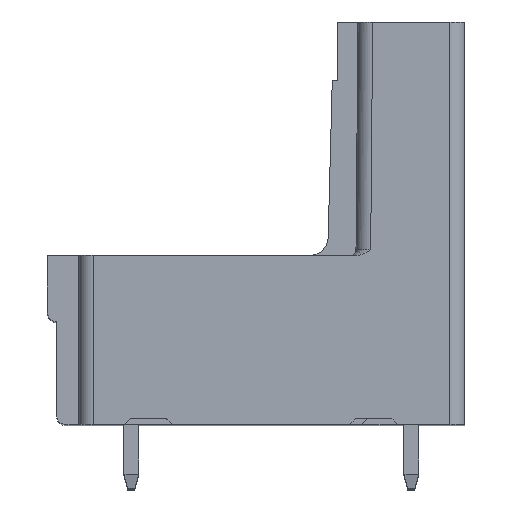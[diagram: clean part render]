
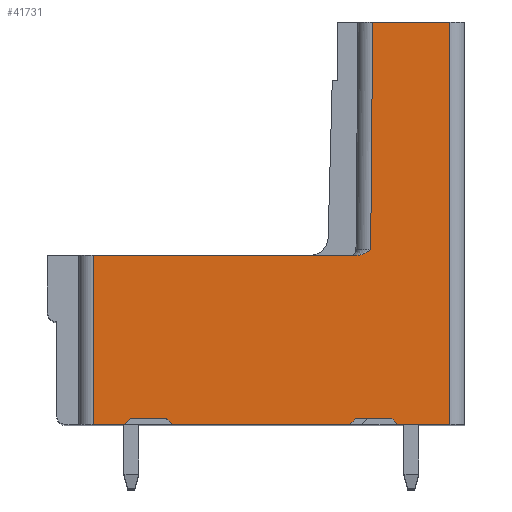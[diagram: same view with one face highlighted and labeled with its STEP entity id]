
A CAD part, top view. The second image highlights one B-rep face of the part: STEP entity #41731.
In plain terms, the highlighted planar face has unit normal (0, 0, 1).
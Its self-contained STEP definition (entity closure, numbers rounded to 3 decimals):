
#607=DIRECTION('',(-1.,0.,0.));
#608=VECTOR('',#607,4.2);
#609=CARTESIAN_POINT('',(-0.794,21.9,-84.543));
#610=LINE('',#609,#608);
#2419=DIRECTION('',(1.,0.,0.));
#2420=VECTOR('',#2419,1.7);
#2421=CARTESIAN_POINT('',(-20.194,0.,
-84.543));
#2422=LINE('',#2421,#2420);
#2443=DIRECTION('',(1.,0.,0.));
#2444=VECTOR('',#2443,9.65);
#2445=CARTESIAN_POINT('',(-15.894,0.,
-84.543));
#2446=LINE('',#2445,#2444);
#3777=DIRECTION('',(-1.,0.,0.));
#3778=VECTOR('',#3777,14.337);
#3779=CARTESIAN_POINT('',(-5.857,9.2,
-84.543));
#3780=LINE('',#3779,#3778);
#9579=DIRECTION('',(0.009,1.,0.));
#9580=VECTOR('',#9579,12.4);
#9581=CARTESIAN_POINT('',(-5.102,9.5,
-84.543));
#9582=LINE('',#9581,#9580);
#9583=DIRECTION('',(-1.,0.,0.));
#9584=VECTOR('',#9583,2.85);
#9585=CARTESIAN_POINT('',(-0.794,0.,
-84.543));
#9586=LINE('',#9585,#9584);
#9587=DIRECTION('',(-0.707,0.707,0.));
#9588=VECTOR('',#9587,0.424);
#9589=CARTESIAN_POINT('',(-3.644,0.,
-84.543));
#9590=LINE('',#9589,#9588);
#9591=DIRECTION('',(-1.,0.,0.));
#9592=VECTOR('',#9591,2.);
#9593=CARTESIAN_POINT('',(-3.944,0.3,
-84.543));
#9594=LINE('',#9593,#9592);
#9595=DIRECTION('',(-0.707,-0.707,0.));
#9596=VECTOR('',#9595,0.424);
#9597=CARTESIAN_POINT('',(-5.944,0.3,
-84.543));
#9598=LINE('',#9597,#9596);
#9599=DIRECTION('',(-0.707,0.707,0.));
#9600=VECTOR('',#9599,0.424);
#9601=CARTESIAN_POINT('',(-15.894,0.,
-84.543));
#9602=LINE('',#9601,#9600);
#9603=DIRECTION('',(-1.,0.,0.));
#9604=VECTOR('',#9603,2.);
#9605=CARTESIAN_POINT('',(-16.194,0.3,-84.543));
#9606=LINE('',#9605,#9604);
#9607=DIRECTION('',(-0.707,-0.707,0.));
#9608=VECTOR('',#9607,0.424);
#9609=CARTESIAN_POINT('',(-18.194,0.3,
-84.543));
#9610=LINE('',#9609,#9608);
#9611=CARTESIAN_POINT('',(-5.102,9.5,
-84.543));
#9612=CARTESIAN_POINT('',(-5.155,9.467,
-84.543));
#9613=CARTESIAN_POINT('',(-5.256,9.404,
-84.543));
#9614=CARTESIAN_POINT('',(-5.395,9.327,-84.543));
#9615=CARTESIAN_POINT('',(-5.525,9.267,
-84.543));
#9616=CARTESIAN_POINT('',(-5.646,9.227,
-84.543));
#9617=CARTESIAN_POINT('',(-5.758,9.204,
-84.543));
#9618=CARTESIAN_POINT('',(-5.825,9.2,
-84.543));
#9619=CARTESIAN_POINT('',(-5.857,9.2,
-84.543));
#9621=CARTESIAN_POINT('',(-5.857,9.2,
-84.543));
#9876=DIRECTION('',(0.,1.,0.));
#9877=VECTOR('',#9876,21.9);
#9878=CARTESIAN_POINT('',(-0.794,0.,
-84.543));
#9879=LINE('',#9878,#9877);
#10216=DIRECTION('',(0.,-1.,0.));
#10217=VECTOR('',#10216,9.2);
#10218=CARTESIAN_POINT('',(-20.194,9.2,
-84.543));
#10219=LINE('',#10218,#10217);
#22852=CARTESIAN_POINT('',(-0.794,21.9,-84.543));
#22853=VERTEX_POINT('',#22852);
#22854=CARTESIAN_POINT('',(-4.994,21.9,-84.543));
#22855=VERTEX_POINT('',#22854);
#23552=VERTEX_POINT('',#9621);
#23553=CARTESIAN_POINT('',(-20.194,9.2,
-84.543));
#23554=VERTEX_POINT('',#23553);
#24013=CARTESIAN_POINT('',(-5.102,9.5,
-84.543));
#24014=VERTEX_POINT('',#24013);
#24015=CARTESIAN_POINT('',(-0.794,0.,
-84.543));
#24016=VERTEX_POINT('',#24015);
#24017=CARTESIAN_POINT('',(-3.644,0.,
-84.543));
#24018=VERTEX_POINT('',#24017);
#24019=CARTESIAN_POINT('',(-3.944,0.3,
-84.543));
#24020=VERTEX_POINT('',#24019);
#24021=CARTESIAN_POINT('',(-5.944,0.3,
-84.543));
#24022=VERTEX_POINT('',#24021);
#24023=CARTESIAN_POINT('',(-6.244,0.,
-84.543));
#24024=VERTEX_POINT('',#24023);
#24025=CARTESIAN_POINT('',(-15.894,0.,
-84.543));
#24026=VERTEX_POINT('',#24025);
#24027=CARTESIAN_POINT('',(-16.194,0.3,-84.543));
#24028=VERTEX_POINT('',#24027);
#24029=CARTESIAN_POINT('',(-18.194,0.3,
-84.543));
#24030=VERTEX_POINT('',#24029);
#24031=CARTESIAN_POINT('',(-18.494,0.,
-84.543));
#24032=VERTEX_POINT('',#24031);
#24033=CARTESIAN_POINT('',(-20.194,0.,
-84.543));
#24034=VERTEX_POINT('',#24033);
#41702=CARTESIAN_POINT('',(-6.202,9.5,-84.543));
#41703=DIRECTION('',(0.,0.,1.));
#41704=DIRECTION('',(-1.,0.,0.));
#41705=AXIS2_PLACEMENT_3D('',#41702,#41703,#41704);
#41706=PLANE('',#41705);
#41707=ORIENTED_EDGE('',*,*,#33011,.F.);
#41709=ORIENTED_EDGE('',*,*,#41708,.F.);
#41711=ORIENTED_EDGE('',*,*,#41710,.T.);
#41712=ORIENTED_EDGE('',*,*,#29216,.F.);
#41714=ORIENTED_EDGE('',*,*,#41713,.F.);
#41715=ORIENTED_EDGE('',*,*,#31932,.T.);
#41717=ORIENTED_EDGE('',*,*,#41716,.T.);
#41719=ORIENTED_EDGE('',*,*,#41718,.T.);
#41721=ORIENTED_EDGE('',*,*,#41720,.T.);
#41722=ORIENTED_EDGE('',*,*,#31908,.F.);
#41723=ORIENTED_EDGE('',*,*,#41669,.T.);
#41724=ORIENTED_EDGE('',*,*,#41683,.T.);
#41725=ORIENTED_EDGE('',*,*,#41696,.T.);
#41726=ORIENTED_EDGE('',*,*,#31892,.F.);
#41728=ORIENTED_EDGE('',*,*,#41727,.F.);
#41729=EDGE_LOOP('',(#41707,#41709,#41711,#41712,#41714,#41715,#41717,#41719,
#41721,#41722,#41723,#41724,#41725,#41726,#41728));
#41730=FACE_OUTER_BOUND('',#41729,.F.);
#9620=B_SPLINE_CURVE_WITH_KNOTS('',3,(#9611,#9612,#9613,#9614,#9615,#9616,#9617,
#9618,#9619),.UNSPECIFIED.,.F.,.F.,(4,1,1,1,1,1,4),(0.,0.167,
0.333,0.5,0.667,0.833,1.),
.UNSPECIFIED.);
#29216=EDGE_CURVE('',#22853,#22855,#610,.T.);
#31892=EDGE_CURVE('',#24034,#24032,#2422,.T.);
#31908=EDGE_CURVE('',#24026,#24024,#2446,.T.);
#31932=EDGE_CURVE('',#24016,#24018,#9586,.T.);
#33011=EDGE_CURVE('',#23552,#23554,#3780,.T.);
#41669=EDGE_CURVE('',#24026,#24028,#9602,.T.);
#41683=EDGE_CURVE('',#24028,#24030,#9606,.T.);
#41696=EDGE_CURVE('',#24030,#24032,#9610,.T.);
#41708=EDGE_CURVE('',#24014,#23552,#9620,.T.);
#41710=EDGE_CURVE('',#24014,#22855,#9582,.T.);
#41713=EDGE_CURVE('',#24016,#22853,#9879,.T.);
#41716=EDGE_CURVE('',#24018,#24020,#9590,.T.);
#41718=EDGE_CURVE('',#24020,#24022,#9594,.T.);
#41720=EDGE_CURVE('',#24022,#24024,#9598,.T.);
#41727=EDGE_CURVE('',#23554,#24034,#10219,.T.);
#41731=ADVANCED_FACE('',(#41730),#41706,.T.);
